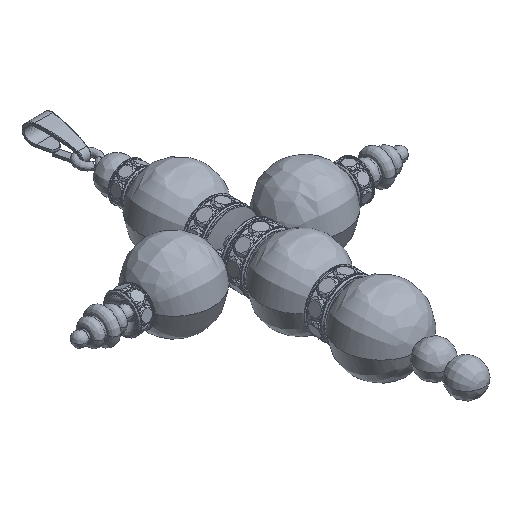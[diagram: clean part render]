
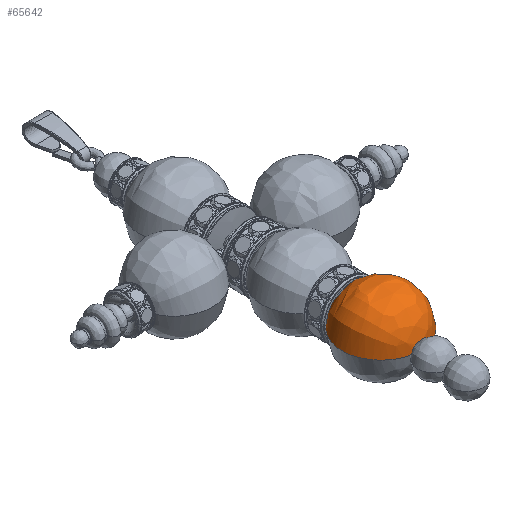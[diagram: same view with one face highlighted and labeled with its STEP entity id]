
A CAD part, isometric view. The second image highlights one B-rep face of the part: STEP entity #65642.
In plain terms, the highlighted free-form (B-spline) face has degree [2, 2] with [5, 5] control points.
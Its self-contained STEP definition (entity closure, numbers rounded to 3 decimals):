
#65508 = EDGE_CURVE('',#65509,#65511,#65513,.T.);
#65509 = VERTEX_POINT('',#65510);
#65510 = CARTESIAN_POINT('',(1.55,-54.835,
    0.));
#65511 = VERTEX_POINT('',#65512);
#65512 = CARTESIAN_POINT('',(1.55,-71.282,
    0.));
#65513 = ( BOUNDED_CURVE() B_SPLINE_CURVE(2,(#65514,#65515,#65516,#65517
,#65518),.UNSPECIFIED.,.F.,.F.) B_SPLINE_CURVE_WITH_KNOTS((3,2,3),(0.,
1.385,2.769),.PIECEWISE_BEZIER_KNOTS.) CURVE() 
GEOMETRIC_REPRESENTATION_ITEM() RATIONAL_B_SPLINE_CURVE((1.,
0.77,1.,0.77,1.)) REPRESENTATION_ITEM('') );
#65514 = CARTESIAN_POINT('',(1.55,-54.835,0.));
#65515 = CARTESIAN_POINT('',(8.368,-56.12,0.));
#65516 = CARTESIAN_POINT('',(8.368,-63.059,0.));
#65517 = CARTESIAN_POINT('',(8.368,-69.997,0.));
#65518 = CARTESIAN_POINT('',(1.55,-71.282,0.));
#65521 = VERTEX_POINT('',#65522);
#65522 = CARTESIAN_POINT('',(-1.55,-71.282,
    0.));
#65530 = EDGE_CURVE('',#65531,#65521,#65533,.T.);
#65531 = VERTEX_POINT('',#65532);
#65532 = CARTESIAN_POINT('',(-1.55,-54.835,
    0.));
#65533 = ( BOUNDED_CURVE() B_SPLINE_CURVE(2,(#65534,#65535,#65536,#65537
,#65538),.UNSPECIFIED.,.F.,.F.) B_SPLINE_CURVE_WITH_KNOTS((3,2,3),(0.,
1.385,2.769),.PIECEWISE_BEZIER_KNOTS.) CURVE() 
GEOMETRIC_REPRESENTATION_ITEM() RATIONAL_B_SPLINE_CURVE((1.,
0.77,1.,0.77,1.)) REPRESENTATION_ITEM('') );
#65534 = CARTESIAN_POINT('',(-1.55,-54.835,0.));
#65535 = CARTESIAN_POINT('',(-8.368,-56.12,0.));
#65536 = CARTESIAN_POINT('',(-8.368,-63.059,0.));
#65537 = CARTESIAN_POINT('',(-8.368,-69.997,0.));
#65538 = CARTESIAN_POINT('',(-1.55,-71.282,0.));
#65614 = EDGE_CURVE('',#65509,#65531,#65615,.T.);
#65615 = ( BOUNDED_CURVE() B_SPLINE_CURVE(2,(#65616,#65617,#65618,#65619
,#65620),.UNSPECIFIED.,.F.,.F.) B_SPLINE_CURVE_WITH_KNOTS((3,2,3),(0.,
1.571,3.142),.PIECEWISE_BEZIER_KNOTS.) CURVE() 
GEOMETRIC_REPRESENTATION_ITEM() RATIONAL_B_SPLINE_CURVE((1.,
0.707,1.,0.707,1.)) REPRESENTATION_ITEM('') );
#65616 = CARTESIAN_POINT('',(1.55,-54.835,
    0.));
#65617 = CARTESIAN_POINT('',(1.55,-54.835,
    1.55));
#65618 = CARTESIAN_POINT('',(0.,-54.835,
    1.55));
#65619 = CARTESIAN_POINT('',(-1.55,-54.835,
    1.55));
#65620 = CARTESIAN_POINT('',(-1.55,-54.835,
    0.));
#65642 = ADVANCED_FACE('',(#65643),#65656,.T.);
#65643 = FACE_BOUND('',#65644,.T.);
#65644 = EDGE_LOOP('',(#65645,#65646,#65654,#65655));
#65645 = ORIENTED_EDGE('',*,*,#65530,.T.);
#65646 = ORIENTED_EDGE('',*,*,#65647,.F.);
#65647 = EDGE_CURVE('',#65511,#65521,#65648,.T.);
#65648 = ( BOUNDED_CURVE() B_SPLINE_CURVE(2,(#65649,#65650,#65651,#65652
,#65653),.UNSPECIFIED.,.F.,.F.) B_SPLINE_CURVE_WITH_KNOTS((3,2,3),(0.,
1.571,3.142),.PIECEWISE_BEZIER_KNOTS.) CURVE() 
GEOMETRIC_REPRESENTATION_ITEM() RATIONAL_B_SPLINE_CURVE((1.,
0.707,1.,0.707,1.)) REPRESENTATION_ITEM('') );
#65649 = CARTESIAN_POINT('',(1.55,-71.282,
    0.));
#65650 = CARTESIAN_POINT('',(1.55,-71.282,
    1.55));
#65651 = CARTESIAN_POINT('',(0.,-71.282,
    1.55));
#65652 = CARTESIAN_POINT('',(-1.55,-71.282,
    1.55));
#65653 = CARTESIAN_POINT('',(-1.55,-71.282,
    0.));
#65654 = ORIENTED_EDGE('',*,*,#65508,.F.);
#65655 = ORIENTED_EDGE('',*,*,#65614,.T.);
#65656 = ( BOUNDED_SURFACE() B_SPLINE_SURFACE(2,2,(
    (#65657,#65658,#65659,#65660,#65661)
    ,(#65662,#65663,#65664,#65665,#65666)
    ,(#65667,#65668,#65669,#65670,#65671)
    ,(#65672,#65673,#65674,#65675,#65676)
    ,(#65677,#65678,#65679,#65680,#65681
)),.UNSPECIFIED.,.F.,.F.,.F.) B_SPLINE_SURFACE_WITH_KNOTS((3,2,3),(3,2,3
    ),(3.142,4.712,6.283),(-1.385,0.,
    1.385),.PIECEWISE_BEZIER_KNOTS.) 
GEOMETRIC_REPRESENTATION_ITEM() RATIONAL_B_SPLINE_SURFACE((
    (1.,0.77,1.,0.77,1.)
    ,(0.707,0.544,0.707,0.544
      ,0.707)
    ,(1.,0.77,1.,0.77,1.)
    ,(0.707,0.544,0.707,0.544
      ,0.707)
,(1.,0.77,1.,0.77,1.
))) REPRESENTATION_ITEM('') SURFACE() );
#65657 = CARTESIAN_POINT('',(1.55,-54.835,
    0.));
#65658 = CARTESIAN_POINT('',(8.368,-56.12,
    0.));
#65659 = CARTESIAN_POINT('',(8.368,-63.059,
    0.));
#65660 = CARTESIAN_POINT('',(8.368,-69.997,
    0.));
#65661 = CARTESIAN_POINT('',(1.55,-71.282,
    0.));
#65662 = CARTESIAN_POINT('',(1.55,-54.835,
    1.55));
#65663 = CARTESIAN_POINT('',(8.368,-56.12,
    8.368));
#65664 = CARTESIAN_POINT('',(8.368,-63.059,
    8.368));
#65665 = CARTESIAN_POINT('',(8.368,-69.997,
    8.368));
#65666 = CARTESIAN_POINT('',(1.55,-71.282,
    1.55));
#65667 = CARTESIAN_POINT('',(0.,-54.835,
    1.55));
#65668 = CARTESIAN_POINT('',(0.,-56.12,
    8.368));
#65669 = CARTESIAN_POINT('',(0.,-63.059,
    8.368));
#65670 = CARTESIAN_POINT('',(0.,-69.997,
    8.368));
#65671 = CARTESIAN_POINT('',(0.,-71.282,
    1.55));
#65672 = CARTESIAN_POINT('',(-1.55,-54.835,
    1.55));
#65673 = CARTESIAN_POINT('',(-8.368,-56.12,
    8.368));
#65674 = CARTESIAN_POINT('',(-8.368,-63.059,
    8.368));
#65675 = CARTESIAN_POINT('',(-8.368,-69.997,
    8.368));
#65676 = CARTESIAN_POINT('',(-1.55,-71.282,
    1.55));
#65677 = CARTESIAN_POINT('',(-1.55,-54.835,
    0.));
#65678 = CARTESIAN_POINT('',(-8.368,-56.12,
    0.));
#65679 = CARTESIAN_POINT('',(-8.368,-63.059,
    0.));
#65680 = CARTESIAN_POINT('',(-8.368,-69.997,
    0.));
#65681 = CARTESIAN_POINT('',(-1.55,-71.282,
    0.));
